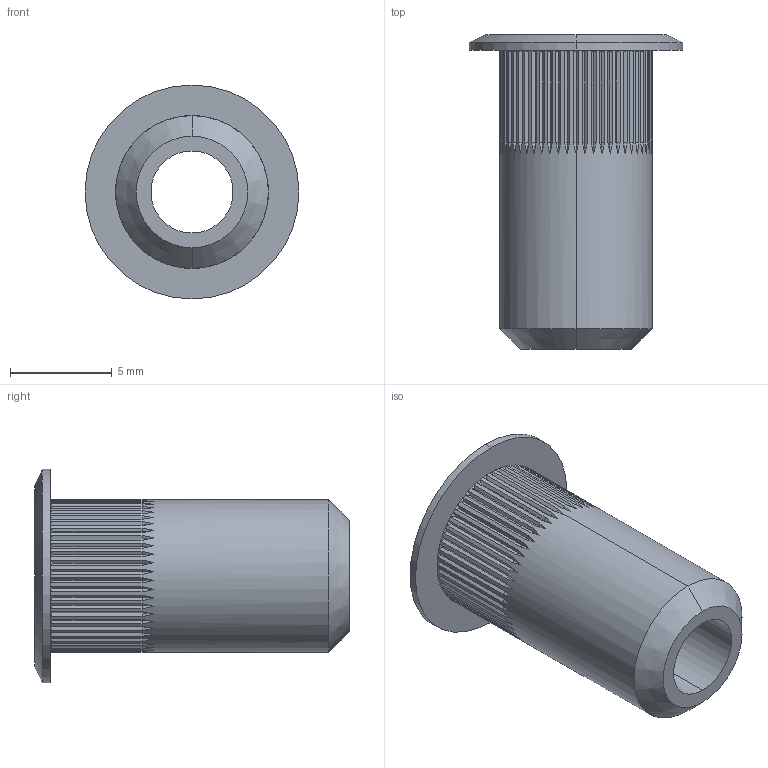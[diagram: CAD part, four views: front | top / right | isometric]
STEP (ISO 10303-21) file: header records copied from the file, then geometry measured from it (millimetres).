
FILE_DESCRIPTION (( 'STEP AP214' ), '1' );
FILE_NAME ('WCP-0305.step', '2021-09-02T07:07:03', ( '' ), ( '' ), 'SwSTEP 2.0', 'SolidWorks 2020', '' );
FILE_SCHEMA (( 'AUTOMOTIVE_DESIGN' ));
Length unit declared in the file: inch
Products named in the file (1): WCP-0305
Bounding box: 10.54 x 15.49 x 10.54 mm (x, y, z)
Volume: 377.9 mm3; surface area: 757.4 mm2
Topology: 1 solids, 1 shells, 287 faces, 734 edges, 450 vertices
Faces by surface type: plane 273, cylinder 8, cone 6
Entity records: 8486 total; most frequent: CARTESIAN_POINT 2120, ORIENTED_EDGE 1468, DIRECTION 1166, EDGE_CURVE 734, VERTEX_POINT 450, VECTOR 446, LINE 446, AXIS2_PLACEMENT_3D 360
